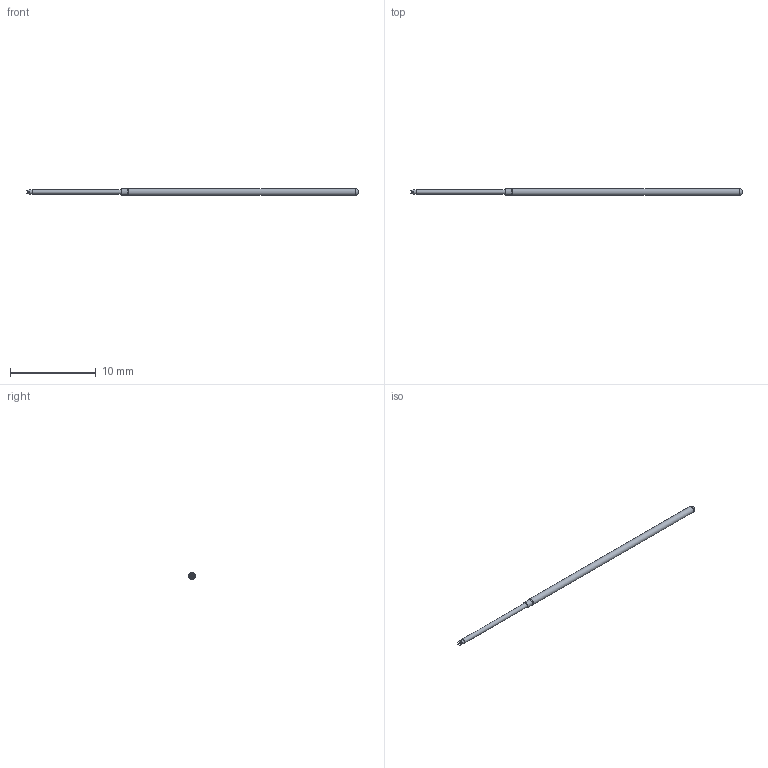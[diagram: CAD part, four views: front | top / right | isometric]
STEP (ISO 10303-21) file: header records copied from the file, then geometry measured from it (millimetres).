
FILE_DESCRIPTION (( 'STEP AP214' ), '1' );
FILE_NAME ('050-PTP4044_.STEP', '2019-09-13T14:25:56', ( '' ), ( '' ), 'SwSTEP 2.0', 'SolidWorks 2018', '' );
FILE_SCHEMA (( 'AUTOMOTIVE_DESIGN' ));
Length unit declared in the file: inch
Products named in the file (1): 050-PTP4044_
Bounding box: 38.79 x 0.78 x 0.78 mm (x, y, z)
Volume: 15.6 mm3; surface area: 86.8 mm2
Topology: 1 solids, 1 shells, 37 faces, 84 edges, 50 vertices
Faces by surface type: cone 18, cylinder 12, plane 6, torus 1
Full cylindrical faces by diameter (mm): 0.508 x1, 0.533 x1, 0.711 x1, 0.782 x1
Entity records: 1539 total; most frequent: CARTESIAN_POINT 307, ORIENTED_EDGE 152, DIRECTION 132, EDGE_CURVE 76, AXIS2_PLACEMENT_3D 66, VERTEX_POINT 49, EDGE_LOOP 45, FACE_OUTER_BOUND 42
